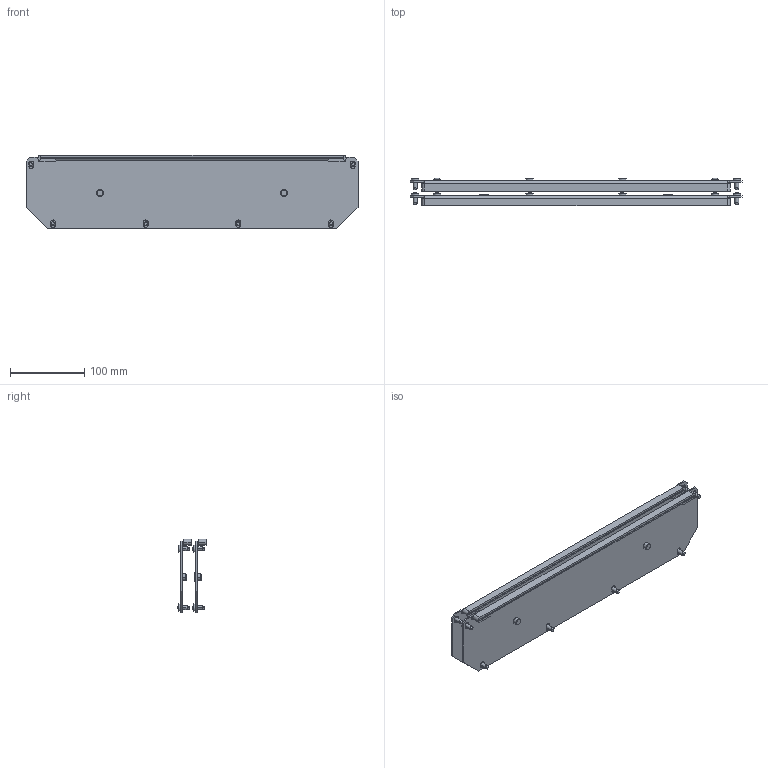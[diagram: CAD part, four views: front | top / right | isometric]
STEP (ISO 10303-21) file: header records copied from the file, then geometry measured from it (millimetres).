
FILE_DESCRIPTION (( 'STEP AP203' ), '1' );
FILE_NAME ('UR29004101000 Ïàíåëü îñíîâàíèÿ ãëóõàÿ êîíöåâàÿ 100 ìì RS52 00.100 (000.801.604-04).STEP', '2022-04-14T09:10:34', ( '' ), ( '' ), 'SwSTEP 2.0', 'SolidWorks 2017', '' );
FILE_SCHEMA (( 'CONFIG_CONTROL_DESIGN' ));
Length unit declared in the file: millimetre
Products named in the file (6): 003-413 Ïàíåëü îñíîâàíèÿ_03 (00.55); UR29004101000 Ïàíåëü îñíîâàíèÿ ãëóõàÿ êîíöåâàÿ 100 ìì RS52 00.100 (000.801.604-04); 000.130.352 Ïàíåëü îñíîâàíèÿ_03 (00.55); ч蜱齁罻 ST-9; Âèíò DIN 7500 C TORX_Œ5å12; Óïëîòíèòåëü 3õ10 ïàíåëåé îñíîâàíèÿ LC3 00.80_03 (00.55)
Assembly tree (18 placements, depth 3):
  UR29004101000 Ïàíåëü îñíîâàíèÿ ãëóõàÿ êîíöåâàÿ 100 ìì RS52 00.100 (000.801.604-04)
    000.130.352 Ïàíåëü îñíîâàíèÿ_03 (00.55)  x2
      003-413 Ïàíåëü îñíîâàíèÿ_03 (00.55)
      Óïëîòíèòåëü 3õ10 ïàíåëåé îñíîâàíèÿ LC3 00.80_03 (00.55)
      ч蜱齁罻 ST-9
    Âèíò DIN 7500 C TORX_Œ5å12  x12
Bounding box: 448 x 37.84 x 99.5 mm (x, y, z)
Volume: 218938 mm3; surface area: 222512.6 mm2
Topology: 20 solids, 20 shells, 736 faces, 1916 edges, 1240 vertices
Faces by surface type: plane 332, cylinder 292, cone 56, torus 32, sphere 24
Entity records: 5430 total; most frequent: CARTESIAN_POINT 875, DIRECTION 797, ORIENTED_EDGE 720, EDGE_CURVE 360, AXIS2_PLACEMENT_3D 296, VERTEX_POINT 228, VECTOR 205, LINE 205
